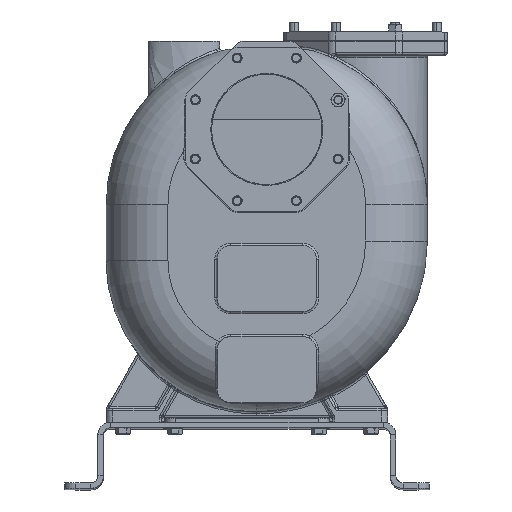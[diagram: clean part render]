
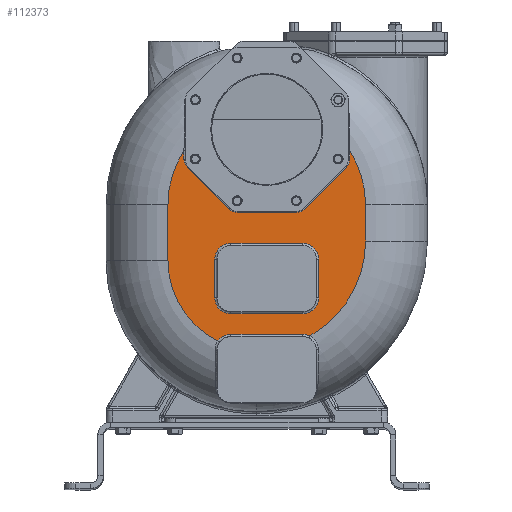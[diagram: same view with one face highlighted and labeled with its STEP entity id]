
A CAD part, top view. The second image highlights one B-rep face of the part: STEP entity #112373.
In plain terms, the highlighted planar face has unit normal (0, 0, 1).
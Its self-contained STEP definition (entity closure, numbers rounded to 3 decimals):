
#32327=CARTESIAN_POINT('',(36.,394.,248.));
#32328=DIRECTION('',(0.,0.,1.));
#32329=DIRECTION('',(1.,0.,0.));
#32330=AXIS2_PLACEMENT_3D('',#32327,#32328,#32329);
#32332=DIRECTION('',(0.,1.,0.));
#32333=VECTOR('',#32332,66.);
#32334=CARTESIAN_POINT('',(215.,328.,248.));
#32335=LINE('',#32334,#32333);
#32336=CARTESIAN_POINT('',(18.,328.,248.));
#32337=DIRECTION('',(0.,0.,1.));
#32338=DIRECTION('',(0.487,-0.873,0.));
#32339=AXIS2_PLACEMENT_3D('',#32336,#32337,#32338);
#32341=CARTESIAN_POINT('',(101.,130.,248.));
#32342=DIRECTION('',(0.,0.,1.));
#32343=DIRECTION('',(0.447,0.895,0.));
#32344=AXIS2_PLACEMENT_3D('',#32341,#32342,#32343);
#32346=DIRECTION('',(-1.,0.,0.));
#32347=VECTOR('',#32346,130.);
#32348=CARTESIAN_POINT('',(101.,159.,248.));
#32349=LINE('',#32348,#32347);
#32350=CARTESIAN_POINT('',(-29.,130.,248.));
#32351=DIRECTION('',(0.,0.,1.));
#32352=DIRECTION('',(0.,1.,0.));
#32353=AXIS2_PLACEMENT_3D('',#32350,#32351,#32352);
#32355=CARTESIAN_POINT('',(18.,292.,248.));
#32356=DIRECTION('',(0.,0.,1.));
#32357=DIRECTION('',(-1.,0.,0.));
#32358=AXIS2_PLACEMENT_3D('',#32355,#32356,#32357);
#32360=DIRECTION('',(0.,-1.,0.));
#32361=VECTOR('',#32360,102.);
#32362=CARTESIAN_POINT('',(-143.,394.,248.));
#32363=LINE('',#32362,#32361);
#32364=CARTESIAN_POINT('',(36.,394.,248.));
#32365=DIRECTION('',(0.,0.,1.));
#32366=DIRECTION('',(-0.838,0.546,0.));
#32367=AXIS2_PLACEMENT_3D('',#32364,#32365,#32366);
#32369=DIRECTION('',(0.,-1.,0.));
#32370=VECTOR('',#32369,15.526);
#32371=CARTESIAN_POINT('',(-114.,491.678,248.));
#32372=LINE('',#32371,#32370);
#32373=CARTESIAN_POINT('',(-94.,476.152,248.));
#32374=DIRECTION('',(0.,0.,1.));
#32375=DIRECTION('',(-1.,0.,0.));
#32376=AXIS2_PLACEMENT_3D('',#32373,#32374,#32375);
#32378=DIRECTION('',(0.707,-0.707,0.));
#32379=VECTOR('',#32378,107.696);
#32380=CARTESIAN_POINT('',(-108.142,462.01,248.));
#32381=LINE('',#32380,#32379);
#32382=CARTESIAN_POINT('',(-17.848,400.,248.));
#32383=DIRECTION('',(0.,0.,1.));
#32384=DIRECTION('',(-0.707,-0.707,0.));
#32385=AXIS2_PLACEMENT_3D('',#32382,#32383,#32384);
#32387=DIRECTION('',(1.,0.,0.));
#32388=VECTOR('',#32387,107.696);
#32389=CARTESIAN_POINT('',(-17.848,380.,248.));
#32390=LINE('',#32389,#32388);
#32391=CARTESIAN_POINT('',(89.848,400.,248.));
#32392=DIRECTION('',(0.,0.,1.));
#32393=DIRECTION('',(0.,-1.,0.));
#32394=AXIS2_PLACEMENT_3D('',#32391,#32392,#32393);
#32396=DIRECTION('',(0.707,0.707,0.));
#32397=VECTOR('',#32396,107.696);
#32398=CARTESIAN_POINT('',(103.99,385.858,248.));
#32399=LINE('',#32398,#32397);
#32400=CARTESIAN_POINT('',(166.,476.152,248.));
#32401=DIRECTION('',(0.,0.,1.));
#32402=DIRECTION('',(0.707,-0.707,0.));
#32403=AXIS2_PLACEMENT_3D('',#32400,#32401,#32402);
#32405=DIRECTION('',(0.,1.,0.));
#32406=VECTOR('',#32405,15.526);
#32407=CARTESIAN_POINT('',(186.,476.152,248.));
#32408=LINE('',#32407,#32406);
#32409=CARTESIAN_POINT('',(-29.,225.,248.));
#32410=DIRECTION('',(0.,0.,1.));
#32411=DIRECTION('',(-1.,0.,0.));
#32412=AXIS2_PLACEMENT_3D('',#32409,#32410,#32411);
#32414=DIRECTION('',(1.,0.,0.));
#32415=VECTOR('',#32414,130.);
#32416=CARTESIAN_POINT('',(-29.,196.,248.));
#32417=LINE('',#32416,#32415);
#32418=CARTESIAN_POINT('',(101.,225.,248.));
#32419=DIRECTION('',(0.,0.,1.));
#32420=DIRECTION('',(0.,-1.,0.));
#32421=AXIS2_PLACEMENT_3D('',#32418,#32419,#32420);
#32423=DIRECTION('',(0.,1.,0.));
#32424=VECTOR('',#32423,70.);
#32425=CARTESIAN_POINT('',(130.,225.,248.));
#32426=LINE('',#32425,#32424);
#32427=CARTESIAN_POINT('',(101.,295.,248.));
#32428=DIRECTION('',(0.,0.,1.));
#32429=DIRECTION('',(1.,0.,0.));
#32430=AXIS2_PLACEMENT_3D('',#32427,#32428,#32429);
#32432=DIRECTION('',(-1.,0.,0.));
#32433=VECTOR('',#32432,130.);
#32434=CARTESIAN_POINT('',(101.,324.,248.));
#32435=LINE('',#32434,#32433);
#32436=CARTESIAN_POINT('',(-29.,295.,248.));
#32437=DIRECTION('',(0.,0.,1.));
#32438=DIRECTION('',(0.,1.,0.));
#32439=AXIS2_PLACEMENT_3D('',#32436,#32437,#32438);
#32441=DIRECTION('',(0.,-1.,0.));
#32442=VECTOR('',#32441,70.);
#32443=CARTESIAN_POINT('',(-58.,295.,248.));
#32444=LINE('',#32443,#32442);
#73148=CARTESIAN_POINT('',(215.,328.,248.));
#73149=CARTESIAN_POINT('',(215.,394.,248.));
#73150=VERTEX_POINT('',#73148);
#73151=VERTEX_POINT('',#73149);
#73156=CARTESIAN_POINT('',(-143.,394.,248.));
#73157=CARTESIAN_POINT('',(-143.,292.,248.));
#73158=VERTEX_POINT('',#73156);
#73159=VERTEX_POINT('',#73157);
#73160=CARTESIAN_POINT('',(-58.,225.,248.));
#73161=CARTESIAN_POINT('',(-29.,196.,248.));
#73162=VERTEX_POINT('',#73160);
#73163=VERTEX_POINT('',#73161);
#73168=CARTESIAN_POINT('',(101.,196.,248.));
#73169=VERTEX_POINT('',#73168);
#73172=CARTESIAN_POINT('',(130.,225.,248.));
#73173=VERTEX_POINT('',#73172);
#73176=CARTESIAN_POINT('',(130.,295.,248.));
#73177=VERTEX_POINT('',#73176);
#73180=CARTESIAN_POINT('',(101.,324.,248.));
#73181=VERTEX_POINT('',#73180);
#73184=CARTESIAN_POINT('',(-29.,324.,248.));
#73185=VERTEX_POINT('',#73184);
#73188=CARTESIAN_POINT('',(-58.,295.,248.));
#73189=VERTEX_POINT('',#73188);
#73407=CARTESIAN_POINT('',(-52.358,147.187,248.));
#73408=VERTEX_POINT('',#73407);
#73432=CARTESIAN_POINT('',(113.952,155.947,248.));
#73433=CARTESIAN_POINT('',(101.,159.,248.));
#73434=VERTEX_POINT('',#73432);
#73435=VERTEX_POINT('',#73433);
#73444=CARTESIAN_POINT('',(-29.,159.,248.));
#73445=VERTEX_POINT('',#73444);
#73450=CARTESIAN_POINT('',(186.,491.678,248.));
#73451=VERTEX_POINT('',#73450);
#73452=CARTESIAN_POINT('',(-114.,491.678,248.));
#73453=VERTEX_POINT('',#73452);
#73461=CARTESIAN_POINT('',(186.,476.152,248.));
#73462=VERTEX_POINT('',#73461);
#73465=CARTESIAN_POINT('',(180.142,462.01,248.));
#73466=VERTEX_POINT('',#73465);
#73469=CARTESIAN_POINT('',(103.99,385.858,248.));
#73470=VERTEX_POINT('',#73469);
#73473=CARTESIAN_POINT('',(89.848,380.,248.));
#73474=VERTEX_POINT('',#73473);
#73477=CARTESIAN_POINT('',(-17.848,380.,248.));
#73478=VERTEX_POINT('',#73477);
#73481=CARTESIAN_POINT('',(-31.99,385.858,248.));
#73482=VERTEX_POINT('',#73481);
#73485=CARTESIAN_POINT('',(-108.142,462.01,248.));
#73486=VERTEX_POINT('',#73485);
#73489=CARTESIAN_POINT('',(-114.,476.152,248.));
#73490=VERTEX_POINT('',#73489);
#112313=CARTESIAN_POINT('',(0.,310.,248.));
#112314=DIRECTION('',(0.,0.,1.));
#112315=DIRECTION('',(-1.,0.,0.));
#112316=AXIS2_PLACEMENT_3D('',#112313,#112314,#112315);
#112317=PLANE('',#112316);
#112319=ORIENTED_EDGE('',*,*,#112318,.F.);
#112320=ORIENTED_EDGE('',*,*,#112303,.F.);
#112322=ORIENTED_EDGE('',*,*,#112321,.F.);
#112324=ORIENTED_EDGE('',*,*,#112323,.T.);
#112326=ORIENTED_EDGE('',*,*,#112325,.T.);
#112328=ORIENTED_EDGE('',*,*,#112327,.T.);
#112330=ORIENTED_EDGE('',*,*,#112329,.F.);
#112332=ORIENTED_EDGE('',*,*,#112331,.F.);
#112334=ORIENTED_EDGE('',*,*,#112333,.F.);
#112336=ORIENTED_EDGE('',*,*,#112335,.T.);
#112338=ORIENTED_EDGE('',*,*,#112337,.T.);
#112340=ORIENTED_EDGE('',*,*,#112339,.T.);
#112342=ORIENTED_EDGE('',*,*,#112341,.T.);
#112344=ORIENTED_EDGE('',*,*,#112343,.T.);
#112346=ORIENTED_EDGE('',*,*,#112345,.T.);
#112348=ORIENTED_EDGE('',*,*,#112347,.T.);
#112350=ORIENTED_EDGE('',*,*,#112349,.T.);
#112352=ORIENTED_EDGE('',*,*,#112351,.T.);
#112353=EDGE_LOOP('',(#112319,#112320,#112322,#112324,#112326,#112328,#112330,
#112332,#112334,#112336,#112338,#112340,#112342,#112344,#112346,#112348,#112350,
#112352));
#112354=FACE_OUTER_BOUND('',#112353,.F.);
#112356=ORIENTED_EDGE('',*,*,#112355,.T.);
#112358=ORIENTED_EDGE('',*,*,#112357,.T.);
#112360=ORIENTED_EDGE('',*,*,#112359,.T.);
#112362=ORIENTED_EDGE('',*,*,#112361,.T.);
#112364=ORIENTED_EDGE('',*,*,#112363,.T.);
#112366=ORIENTED_EDGE('',*,*,#112365,.T.);
#112368=ORIENTED_EDGE('',*,*,#112367,.T.);
#112370=ORIENTED_EDGE('',*,*,#112369,.T.);
#112371=EDGE_LOOP('',(#112356,#112358,#112360,#112362,#112364,#112366,#112368,
#112370));
#112372=FACE_BOUND('',#112371,.F.);
#112373=ADVANCED_FACE('',(#112354,#112372),#112317,.T.);
#32331=CIRCLE('',#32330,179.);
#32340=CIRCLE('',#32339,197.);
#32345=CIRCLE('',#32344,29.);
#32354=CIRCLE('',#32353,29.);
#32359=CIRCLE('',#32358,161.);
#32368=CIRCLE('',#32367,179.);
#32377=CIRCLE('',#32376,20.);
#32386=CIRCLE('',#32385,20.);
#32395=CIRCLE('',#32394,20.);
#32404=CIRCLE('',#32403,20.);
#32413=CIRCLE('',#32412,29.);
#32422=CIRCLE('',#32421,29.);
#32431=CIRCLE('',#32430,29.);
#32440=CIRCLE('',#32439,29.);
#112303=EDGE_CURVE('',#73150,#73151,#32335,.T.);
#112318=EDGE_CURVE('',#73151,#73451,#32331,.T.);
#112321=EDGE_CURVE('',#73434,#73150,#32340,.T.);
#112323=EDGE_CURVE('',#73434,#73435,#32345,.T.);
#112325=EDGE_CURVE('',#73435,#73445,#32349,.T.);
#112327=EDGE_CURVE('',#73445,#73408,#32354,.T.);
#112329=EDGE_CURVE('',#73159,#73408,#32359,.T.);
#112331=EDGE_CURVE('',#73158,#73159,#32363,.T.);
#112333=EDGE_CURVE('',#73453,#73158,#32368,.T.);
#112335=EDGE_CURVE('',#73453,#73490,#32372,.T.);
#112337=EDGE_CURVE('',#73490,#73486,#32377,.T.);
#112339=EDGE_CURVE('',#73486,#73482,#32381,.T.);
#112341=EDGE_CURVE('',#73482,#73478,#32386,.T.);
#112343=EDGE_CURVE('',#73478,#73474,#32390,.T.);
#112345=EDGE_CURVE('',#73474,#73470,#32395,.T.);
#112347=EDGE_CURVE('',#73470,#73466,#32399,.T.);
#112349=EDGE_CURVE('',#73466,#73462,#32404,.T.);
#112351=EDGE_CURVE('',#73462,#73451,#32408,.T.);
#112355=EDGE_CURVE('',#73162,#73163,#32413,.T.);
#112357=EDGE_CURVE('',#73163,#73169,#32417,.T.);
#112359=EDGE_CURVE('',#73169,#73173,#32422,.T.);
#112361=EDGE_CURVE('',#73173,#73177,#32426,.T.);
#112363=EDGE_CURVE('',#73177,#73181,#32431,.T.);
#112365=EDGE_CURVE('',#73181,#73185,#32435,.T.);
#112367=EDGE_CURVE('',#73185,#73189,#32440,.T.);
#112369=EDGE_CURVE('',#73189,#73162,#32444,.T.);
